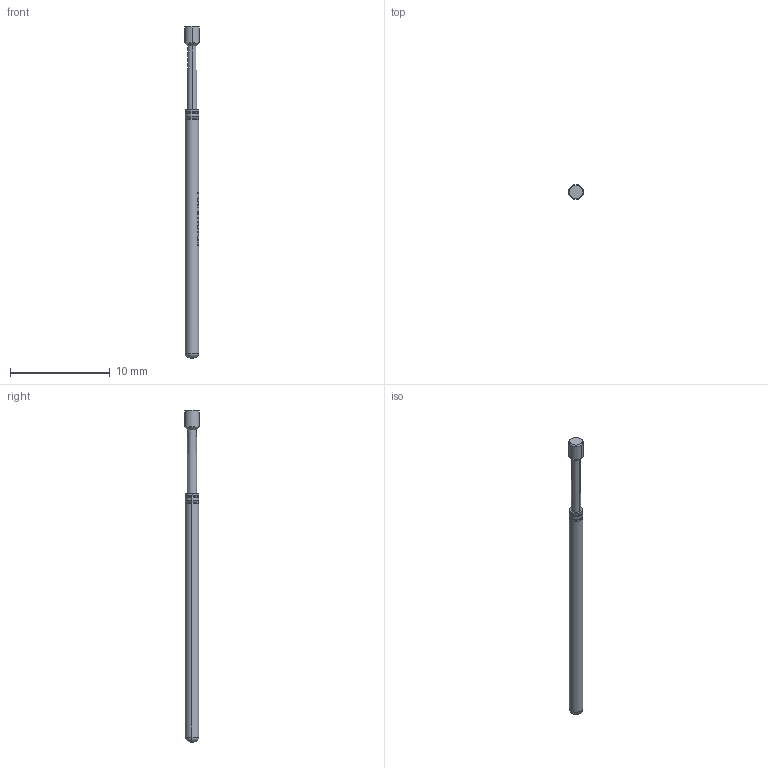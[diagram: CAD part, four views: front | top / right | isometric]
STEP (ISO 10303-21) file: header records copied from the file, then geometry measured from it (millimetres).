
FILE_DESCRIPTION (( 'STEP AP214' ), '1' );
FILE_NAME ('MOD-L10017B150Gxxx.STEP', '2021-04-15T11:02:38', ( 'Installadmin' ), ( 'Hewlett-Packard Company' ), 'SwSTEP 2.0', 'SolidWorks 2020', '' );
FILE_SCHEMA (( 'AUTOMOTIVE_DESIGN' ));
Length unit declared in the file: millimetre
Products named in the file (1): MOD-L10017B150Gxxx
Bounding box: 1.5 x 1.5 x 33.3 mm (x, y, z)
Volume: 44.2 mm3; surface area: 139 mm2
Topology: 1 solids, 1 shells, 174 faces, 493 edges, 321 vertices
Faces by surface type: plane 64, bspline 51, cylinder 43, torus 10, cone 6
Entity records: 8675 total; most frequent: CARTESIAN_POINT 4252, ORIENTED_EDGE 982, DIRECTION 660, EDGE_CURVE 491, VERTEX_POINT 321, AXIS2_PLACEMENT_3D 250, B_SPLINE_CURVE_WITH_KNOTS 205, EDGE_LOOP 176
